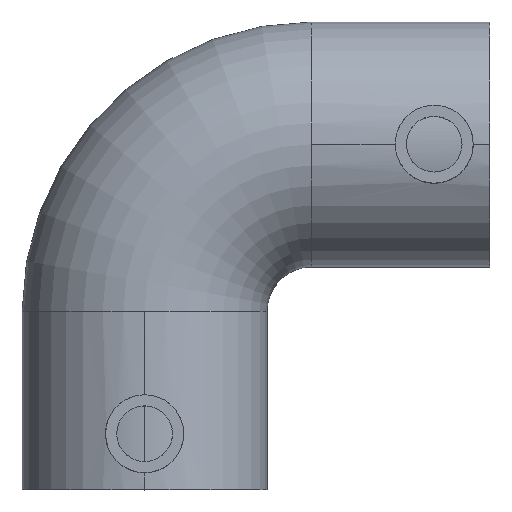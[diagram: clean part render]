
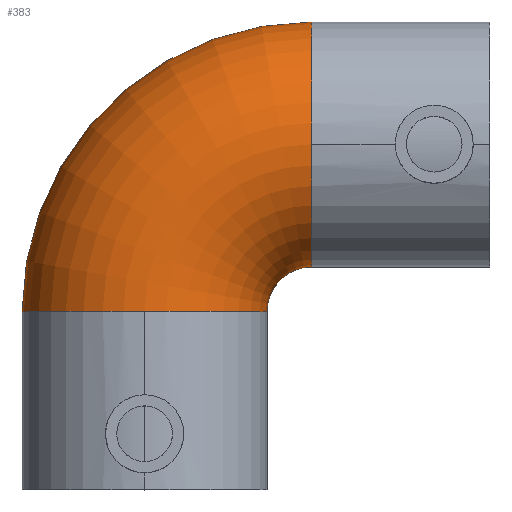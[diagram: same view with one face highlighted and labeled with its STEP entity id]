
A CAD part, top view. The second image highlights one B-rep face of the part: STEP entity #383.
In plain terms, the highlighted toroidal (fillet/blend) face has major radius 30 mm and minor radius 22 mm.
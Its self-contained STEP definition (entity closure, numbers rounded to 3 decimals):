
#4 = CARTESIAN_POINT ( 'NONE',  ( 30., 32., 0. ) ) ;
#6 = VERTEX_POINT ( 'NONE', #688 ) ;
#16 = DIRECTION ( 'NONE',  ( -1., 0., 0. ) ) ;
#19 = CIRCLE ( 'NONE', #762, 8. ) ;
#23 = EDGE_CURVE ( 'NONE', #6, #146, #667, .T. ) ;
#61 = CARTESIAN_POINT ( 'NONE',  ( 30., 84., 0. ) ) ;
#68 = VERTEX_POINT ( 'NONE', #280 ) ;
#103 = EDGE_CURVE ( 'NONE', #68, #262, #778, .T. ) ;
#146 = VERTEX_POINT ( 'NONE', #61 ) ;
#185 = TOROIDAL_SURFACE ( 'NONE', #342, 30., 22. ) ;
#189 = CARTESIAN_POINT ( 'NONE',  ( 30., 32., 0. ) ) ;
#219 = CARTESIAN_POINT ( 'NONE',  ( 30., 62., 0. ) ) ;
#226 = AXIS2_PLACEMENT_3D ( 'NONE', #219, #701, #900 ) ;
#238 = DIRECTION ( 'NONE',  ( 1., 0., 0. ) ) ;
#249 = AXIS2_PLACEMENT_3D ( 'NONE', #779, #409, #783 ) ;
#259 = DIRECTION ( 'NONE',  ( -1., 0., 0. ) ) ;
#262 = VERTEX_POINT ( 'NONE', #456 ) ;
#276 = DIRECTION ( 'NONE',  ( 0., 1., 0. ) ) ;
#280 = CARTESIAN_POINT ( 'NONE',  ( 30., 62., 22. ) ) ;
#287 = AXIS2_PLACEMENT_3D ( 'NONE', #803, #238, #441 ) ;
#342 = AXIS2_PLACEMENT_3D ( 'NONE', #4, #1027, #584 ) ;
#373 = DIRECTION ( 'NONE',  ( 0., 0., 1. ) ) ;
#383 = ADVANCED_FACE ( 'NONE', ( #1180 ), #185, .T. ) ;
#409 = DIRECTION ( 'NONE',  ( 0., 1., 0. ) ) ;
#441 = DIRECTION ( 'NONE',  ( 0., 0., 1. ) ) ;
#451 = ORIENTED_EDGE ( 'NONE', *, *, #586, .T. ) ;
#456 = CARTESIAN_POINT ( 'NONE',  ( 30., 40., 0. ) ) ;
#539 = AXIS2_PLACEMENT_3D ( 'NONE', #1113, #276, #373 ) ;
#548 = EDGE_LOOP ( 'NONE', ( #1189, #642, #451, #786, #705, #755 ) ) ;
#584 = DIRECTION ( 'NONE',  ( -1., 0., 0. ) ) ;
#586 = EDGE_CURVE ( 'NONE', #875, #816, #992, .T. ) ;
#642 = ORIENTED_EDGE ( 'NONE', *, *, #708, .T. ) ;
#667 = CIRCLE ( 'NONE', #864, 52. ) ;
#675 = EDGE_CURVE ( 'NONE', #816, #262, #19, .T. ) ;
#688 = CARTESIAN_POINT ( 'NONE',  ( -22., 32., 0. ) ) ;
#701 = DIRECTION ( 'NONE',  ( 1., 0., 0. ) ) ;
#705 = ORIENTED_EDGE ( 'NONE', *, *, #103, .F. ) ;
#708 = EDGE_CURVE ( 'NONE', #6, #875, #1081, .T. ) ;
#755 = ORIENTED_EDGE ( 'NONE', *, *, #1098, .F. ) ;
#762 = AXIS2_PLACEMENT_3D ( 'NONE', #189, #925, #259 ) ;
#778 = CIRCLE ( 'NONE', #226, 22. ) ;
#779 = CARTESIAN_POINT ( 'NONE',  ( 0., 32., 0. ) ) ;
#783 = DIRECTION ( 'NONE',  ( 0., 0., 1. ) ) ;
#786 = ORIENTED_EDGE ( 'NONE', *, *, #675, .T. ) ;
#803 = CARTESIAN_POINT ( 'NONE',  ( 30., 62., 0. ) ) ;
#814 = CARTESIAN_POINT ( 'NONE',  ( 0., 32., 22. ) ) ;
#816 = VERTEX_POINT ( 'NONE', #888 ) ;
#864 = AXIS2_PLACEMENT_3D ( 'NONE', #1136, #1045, #16 ) ;
#875 = VERTEX_POINT ( 'NONE', #814 ) ;
#888 = CARTESIAN_POINT ( 'NONE',  ( 22., 32., 0. ) ) ;
#900 = DIRECTION ( 'NONE',  ( 0., 0., 1. ) ) ;
#925 = DIRECTION ( 'NONE',  ( 0., 0., -1. ) ) ;
#992 = CIRCLE ( 'NONE', #539, 22. ) ;
#1027 = DIRECTION ( 'NONE',  ( 0., 0., -1. ) ) ;
#1045 = DIRECTION ( 'NONE',  ( 0., 0., -1. ) ) ;
#1081 = CIRCLE ( 'NONE', #249, 22. ) ;
#1098 = EDGE_CURVE ( 'NONE', #146, #68, #1158, .T. ) ;
#1113 = CARTESIAN_POINT ( 'NONE',  ( 0., 32., 0. ) ) ;
#1136 = CARTESIAN_POINT ( 'NONE',  ( 30., 32., 0. ) ) ;
#1158 = CIRCLE ( 'NONE', #287, 22. ) ;
#1180 = FACE_OUTER_BOUND ( 'NONE', #548, .T. ) ;
#1189 = ORIENTED_EDGE ( 'NONE', *, *, #23, .F. ) ;
